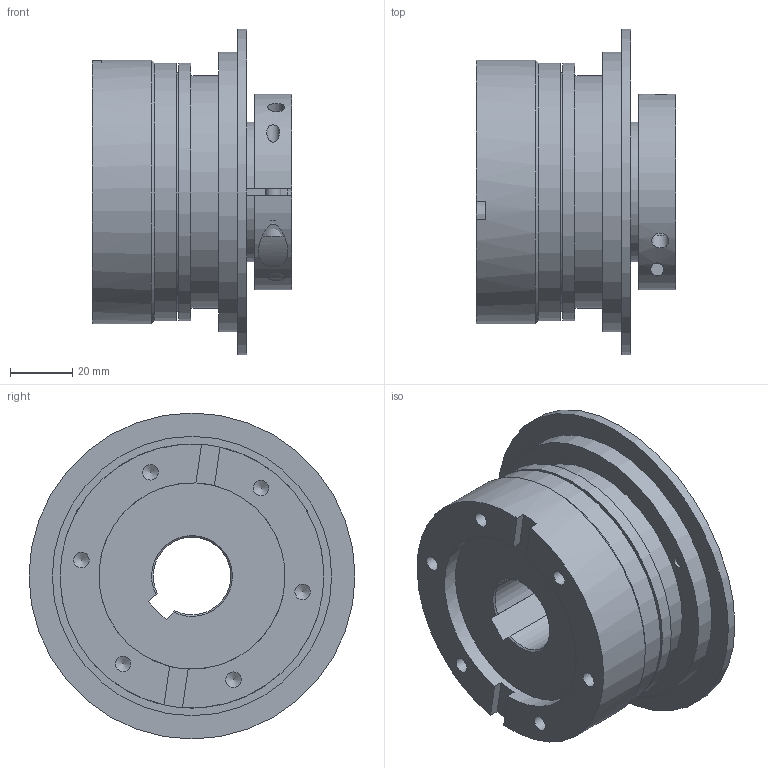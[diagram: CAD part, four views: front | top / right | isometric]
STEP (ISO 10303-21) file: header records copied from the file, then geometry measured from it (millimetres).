
FILE_DESCRIPTION (( 'STEP AP214' ), '1' );
FILE_NAME ('ASSIEME LASS 90 VERS B Ø 25 3D.STEP', '2019-06-07T07:27:52', ( '' ), ( '' ), 'SwSTEP 2.0', 'SolidWorks 2015', '' );
FILE_SCHEMA (( 'AUTOMOTIVE_DESIGN' ));
Length unit declared in the file: millimetre
Products named in the file (1): ASSIEME LASS 90 VERS B ﾘ 25 3D
Bounding box: 64.28 x 105 x 105 mm (x, y, z)
Volume: 260465.2 mm3; surface area: 66790.9 mm2
Topology: 1 solids, 6 shells, 218 faces, 544 edges, 357 vertices
Faces by surface type: plane 133, cylinder 49, cone 21, torus 13, bspline 2
Full cylindrical faces by diameter (mm): 3.3 x3, 3.494 x3, 4.2 x1, 5 x9, 5.5 x3, 8 x3, 8.5 x1, 9.5 x1, 60 x1, 63 x5, 63.5 x1, 64 x1, 70 x1, 70.01 x1, 75 x1, 77 x1, 83 x2, 85 x1, 90 x1, 105 x1
Entity records: 7339 total; most frequent: CARTESIAN_POINT 1564, DIRECTION 944, ORIENTED_EDGE 882, EDGE_CURVE 441, AXIS2_PLACEMENT_3D 357, VERTEX_POINT 325, EDGE_LOOP 322, FACE_OUTER_BOUND 272
